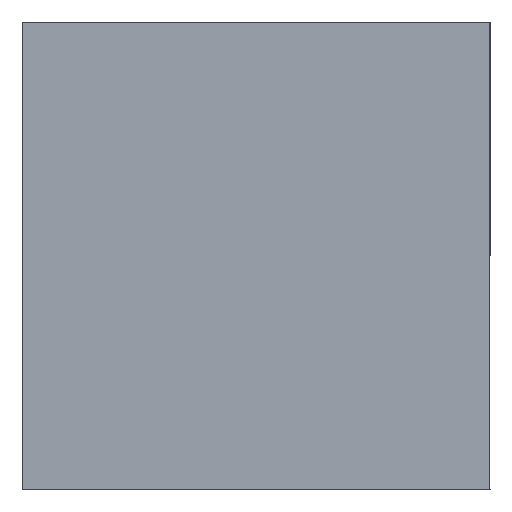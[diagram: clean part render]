
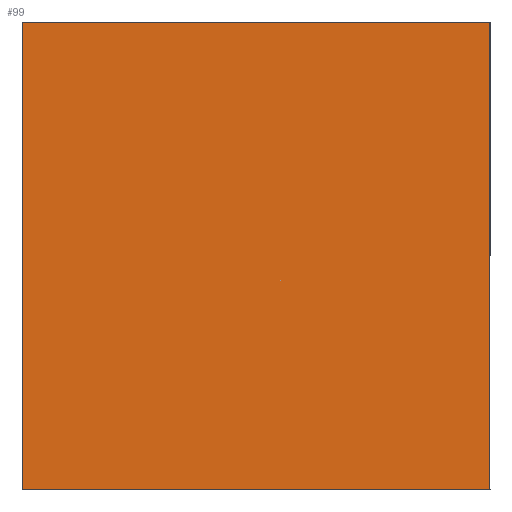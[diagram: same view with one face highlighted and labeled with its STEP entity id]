
A CAD part, left-side view. The second image highlights one B-rep face of the part: STEP entity #99.
In plain terms, the highlighted face is planar.
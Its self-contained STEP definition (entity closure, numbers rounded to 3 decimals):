
#99 = ADVANCED_FACE( '', ( #168 ), #169, .T. );
#168 = FACE_OUTER_BOUND( '', #218, .T. );
#169 = PLANE( '', #219 );
#218 = EDGE_LOOP( '', ( #286, #287, #288, #289 ) );
#219 = AXIS2_PLACEMENT_3D( '', #290, #291, #292 );
#286 = ORIENTED_EDGE( '', *, *, #344, .T. );
#287 = ORIENTED_EDGE( '', *, *, #360, .T. );
#288 = ORIENTED_EDGE( '', *, *, #361, .T. );
#289 = ORIENTED_EDGE( '', *, *, #335, .T. );
#290 = CARTESIAN_POINT( '', ( 0., 0.3, 0. ) );
#291 = DIRECTION( '', ( 0., 1., 0. ) );
#292 = DIRECTION( '', ( 0., 0., 1. ) );
#335 = EDGE_CURVE( '', #371, #372, #373, .T. );
#344 = EDGE_CURVE( '', #372, #386, #387, .T. );
#360 = EDGE_CURVE( '', #386, #411, #412, .T. );
#361 = EDGE_CURVE( '', #411, #371, #413, .T. );
#371 = VERTEX_POINT( '', #423 );
#372 = VERTEX_POINT( '', #424 );
#373 = LINE( '', #425, #426 );
#386 = VERTEX_POINT( '', #445 );
#387 = LINE( '', #446, #447 );
#411 = VERTEX_POINT( '', #482 );
#412 = LINE( '', #483, #484 );
#413 = LINE( '', #485, #486 );
#423 = CARTESIAN_POINT( '', ( -0.8, 0.3, 0.8 ) );
#424 = CARTESIAN_POINT( '', ( 0.8, 0.3, 0.8 ) );
#425 = CARTESIAN_POINT( '', ( -0.8, 0.3, 0.8 ) );
#426 = VECTOR( '', #498, 1000. );
#445 = CARTESIAN_POINT( '', ( 0.8, 0.3, -0.8 ) );
#446 = CARTESIAN_POINT( '', ( 0.8, 0.3, 0.8 ) );
#447 = VECTOR( '', #505, 1000. );
#482 = CARTESIAN_POINT( '', ( -0.8, 0.3, -0.8 ) );
#483 = CARTESIAN_POINT( '', ( 0.8, 0.3, -0.8 ) );
#484 = VECTOR( '', #517, 1000. );
#485 = CARTESIAN_POINT( '', ( -0.8, 0.3, -0.8 ) );
#486 = VECTOR( '', #518, 1000. );
#498 = DIRECTION( '', ( 1., 0., 0. ) );
#505 = DIRECTION( '', ( 0., 0., -1. ) );
#517 = DIRECTION( '', ( -1., 0., 0. ) );
#518 = DIRECTION( '', ( 0., 0., 1. ) );
